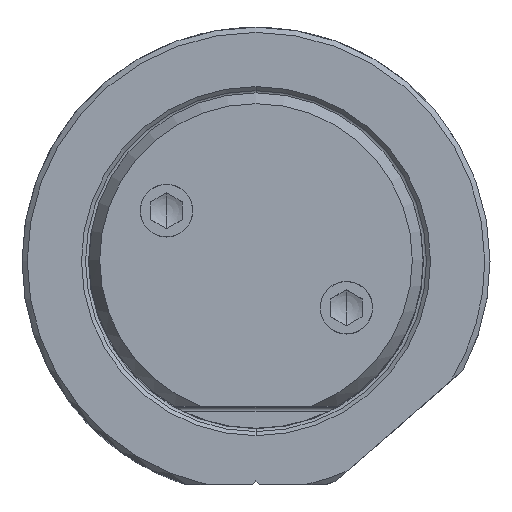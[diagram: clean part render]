
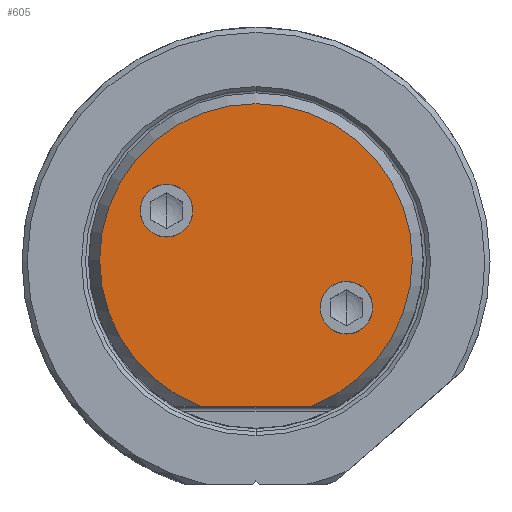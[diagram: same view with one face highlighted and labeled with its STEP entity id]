
A CAD part, top view. The second image highlights one B-rep face of the part: STEP entity #605.
In plain terms, the highlighted planar face has unit normal (0, 0, 1).
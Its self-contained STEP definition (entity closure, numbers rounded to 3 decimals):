
#184=PLANE('',#5703);
#605=ADVANCED_FACE('',(#929,#930,#931),#184,.T.);
#929=FACE_BOUND('',#1033,.T.);
#930=FACE_BOUND('',#1034,.T.);
#931=FACE_BOUND('',#1035,.T.);
#1033=EDGE_LOOP('',(#2712,#2713,#2714,#2715));
#1034=EDGE_LOOP('',(#2716,#2717));
#1035=EDGE_LOOP('',(#2718,#2719));
#1347=CIRCLE('',#5695,14.847);
#1348=CIRCLE('',#5696,14.847);
#1349=CIRCLE('',#5697,14.847);
#1350=CIRCLE('',#5699,2.5);
#1351=CIRCLE('',#5700,2.5);
#1352=CIRCLE('',#5701,2.5);
#1353=CIRCLE('',#5702,2.5);
#1640=LINE('',#11760,#1946);
#1946=VECTOR('',#6597,1.);
#2712=ORIENTED_EDGE('',*,*,#4657,.T.);
#2713=ORIENTED_EDGE('',*,*,#4656,.T.);
#2714=ORIENTED_EDGE('',*,*,#4653,.T.);
#2715=ORIENTED_EDGE('',*,*,#4658,.T.);
#2716=ORIENTED_EDGE('',*,*,#4659,.T.);
#2717=ORIENTED_EDGE('',*,*,#4660,.T.);
#2718=ORIENTED_EDGE('',*,*,#4661,.T.);
#2719=ORIENTED_EDGE('',*,*,#4662,.T.);
#4031=VERTEX_POINT('',#11761);
#4032=VERTEX_POINT('',#11762);
#4033=VERTEX_POINT('',#11773);
#4034=VERTEX_POINT('',#11775);
#4035=VERTEX_POINT('',#11779);
#4036=VERTEX_POINT('',#11780);
#4037=VERTEX_POINT('',#11783);
#4038=VERTEX_POINT('',#11784);
#4653=EDGE_CURVE('',#4031,#4032,#1640,.T.);
#4656=EDGE_CURVE('',#4033,#4031,#1347,.T.);
#4657=EDGE_CURVE('',#4034,#4033,#1348,.T.);
#4658=EDGE_CURVE('',#4032,#4034,#1349,.T.);
#4659=EDGE_CURVE('',#4035,#4036,#1350,.T.);
#4660=EDGE_CURVE('',#4036,#4035,#1351,.T.);
#4661=EDGE_CURVE('',#4037,#4038,#1352,.T.);
#4662=EDGE_CURVE('',#4038,#4037,#1353,.T.);
#5695=AXIS2_PLACEMENT_3D('',#11772,#6600,#6601);
#5696=AXIS2_PLACEMENT_3D('',#11774,#6602,#6603);
#5697=AXIS2_PLACEMENT_3D('',#11776,#6604,#6605);
#5699=AXIS2_PLACEMENT_3D('',#11778,#6608,#6609);
#5700=AXIS2_PLACEMENT_3D('',#11781,#6610,#6611);
#5701=AXIS2_PLACEMENT_3D('',#11782,#6612,#6613);
#5702=AXIS2_PLACEMENT_3D('',#11785,#6614,#6615);
#5703=AXIS2_PLACEMENT_3D('',#11786,#6616,#6617);
#6597=DIRECTION('',(1.,0.,0.));
#6600=DIRECTION('',(0.,0.,1.));
#6601=DIRECTION('',(-1.,0.,0.));
#6602=DIRECTION('',(0.,0.,1.));
#6603=DIRECTION('',(1.,0.,0.));
#6604=DIRECTION('',(0.,0.,1.));
#6605=DIRECTION('',(0.356,-0.935,0.));
#6608=DIRECTION('',(0.,0.,-1.));
#6609=DIRECTION('',(1.,0.,0.));
#6610=DIRECTION('',(0.,0.,-1.));
#6611=DIRECTION('',(-1.,0.,0.));
#6612=DIRECTION('',(0.,0.,-1.));
#6613=DIRECTION('',(1.,0.,0.));
#6614=DIRECTION('',(0.,0.,-1.));
#6615=DIRECTION('',(-1.,0.,0.));
#6616=DIRECTION('',(0.,0.,1.));
#6617=DIRECTION('',(1.,0.,0.));
#11760=CARTESIAN_POINT('',(-5.284,-13.875,60.33));
#11761=CARTESIAN_POINT('',(-5.284,-13.875,60.33));
#11762=CARTESIAN_POINT('',(5.284,-13.875,60.33));
#11772=CARTESIAN_POINT('',(0.,0.,60.33));
#11773=CARTESIAN_POINT('',(-14.847,0.,60.33));
#11774=CARTESIAN_POINT('',(0.,0.,60.33));
#11775=CARTESIAN_POINT('',(14.847,0.,60.33));
#11776=CARTESIAN_POINT('',(0.,0.,60.33));
#11778=CARTESIAN_POINT('',(8.582,-4.536,60.33));
#11779=CARTESIAN_POINT('',(11.082,-4.536,60.33));
#11780=CARTESIAN_POINT('',(6.082,-4.536,60.33));
#11781=CARTESIAN_POINT('',(8.582,-4.536,60.33));
#11782=CARTESIAN_POINT('',(-8.502,4.685,60.33));
#11783=CARTESIAN_POINT('',(-6.002,4.685,60.33));
#11784=CARTESIAN_POINT('',(-11.002,4.685,60.33));
#11785=CARTESIAN_POINT('',(-8.502,4.685,60.33));
#11786=CARTESIAN_POINT('',(0.,0.486,60.33));
